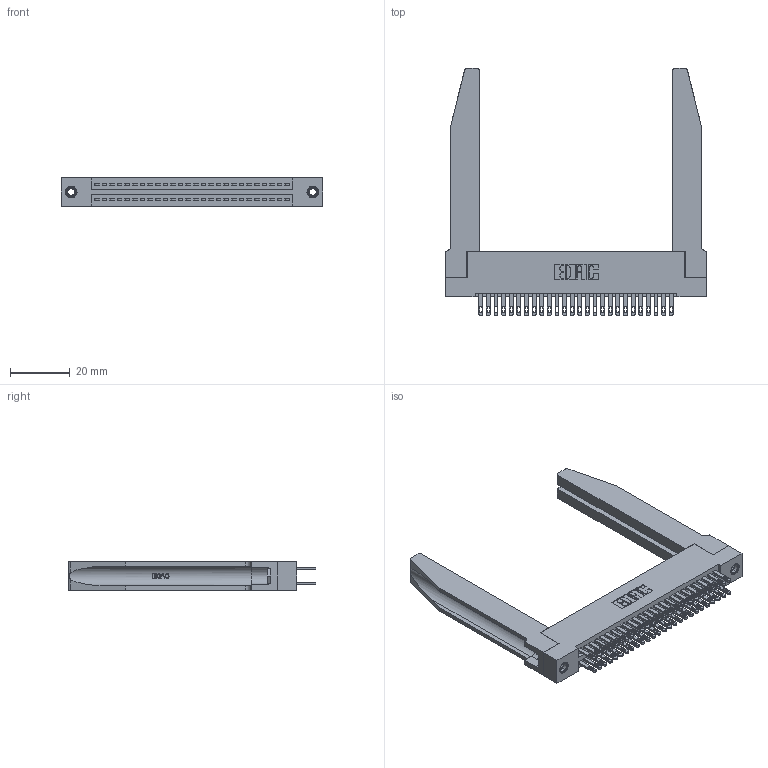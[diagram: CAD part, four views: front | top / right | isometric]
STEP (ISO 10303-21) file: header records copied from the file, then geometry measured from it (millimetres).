
FILE_DESCRIPTION (( 'STEP AP203' ), '1' );
FILE_NAME ('345-052-500-278.STEP', '2019-10-29T13:41:43', ( '' ), ( '' ), 'SwSTEP 2.0', 'SolidWorks 2016', '' );
FILE_SCHEMA (( 'CONFIG_CONTROL_DESIGN' ));
Length unit declared in the file: inch
Products named in the file (5): 345-220-078_345-220-078; 345-250-001_345-250-001-102; 345 Part_Flush Mounting Lugs - 0.156 Dia-TH; 345-052-500-278; 345-292-001_345-293-100
Assembly tree (57 placements, depth 2):
  345-052-500-278
    345 Part_Flush Mounting Lugs - 0.156 Dia-TH
    345-292-001_345-293-100  x52
    345-250-001_345-250-001-102  x2
    345-220-078_345-220-078  x2
Bounding box: 87.27 x 82.47 x 9.4 mm (x, y, z)
Volume: 16258.7 mm3; surface area: 19606.1 mm2
Topology: 57 solids, 57 shells, 2752 faces, 8281 edges, 5510 vertices
Faces by surface type: plane 1626, cylinder 1074, bspline 36, cone 12, torus 4
Entity records: 27224 total; most frequent: CARTESIAN_POINT 5495, ORIENTED_EDGE 4326, DIRECTION 3861, EDGE_CURVE 2163, LINE 1829, VECTOR 1829, VERTEX_POINT 1436, AXIS2_PLACEMENT_3D 1016
